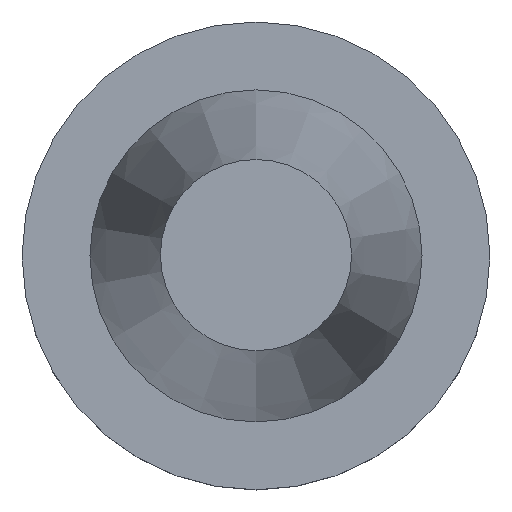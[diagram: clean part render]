
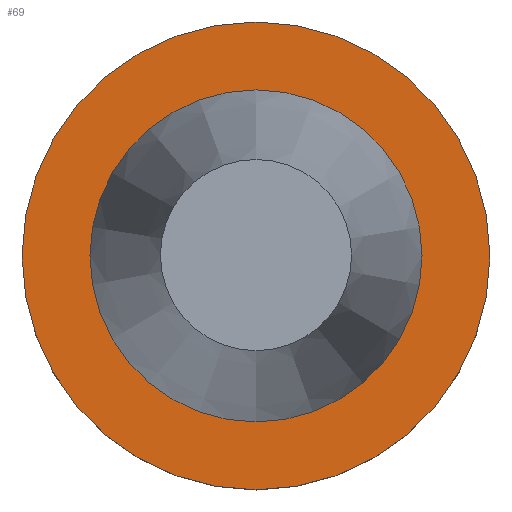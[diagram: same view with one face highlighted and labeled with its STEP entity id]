
A CAD part, top view. The second image highlights one B-rep face of the part: STEP entity #69.
In plain terms, the highlighted planar face has unit normal (0, 0, 1).
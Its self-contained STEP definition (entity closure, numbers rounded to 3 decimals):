
#56=EDGE_CURVE('Unnamed[1]',#153,#153,#154,.T.);
#69=ADVANCED_FACE('Unnamed[1]',(#172,#173),#174,.T.);
#125=EDGE_CURVE('Unnamed[1]',#260,#260,#261,.T.);
#153=VERTEX_POINT('',#286);
#154=CIRCLE('',#287,34.925);
#172=FACE_OUTER_BOUND('',#310,.T.);
#173=FACE_BOUND('',#311,.T.);
#174=PLANE('',#312);
#260=VERTEX_POINT('',#419);
#261=CIRCLE('',#420,49.213);
#286=CARTESIAN_POINT('',(0.,34.925,-1.5));
#287=AXIS2_PLACEMENT_3D('',#442,#443,#444);
#310=EDGE_LOOP('',(#463));
#311=EDGE_LOOP('',(#464));
#312=AXIS2_PLACEMENT_3D('',#465,#466,#467);
#419=CARTESIAN_POINT('',(0.,49.213,-1.5));
#420=AXIS2_PLACEMENT_3D('',#561,#562,#563);
#442=CARTESIAN_POINT('',(0.,0.,-1.5));
#443=DIRECTION('',(0.,0.,-1.0));
#444=DIRECTION('',(0.,1.0,0.));
#463=ORIENTED_EDGE('',*,*,#125,.F.);
#464=ORIENTED_EDGE('',*,*,#56,.T.);
#465=CARTESIAN_POINT('',(0.,42.069,-1.5));
#466=DIRECTION('',(0.,0.,1.0));
#467=DIRECTION('',(0.,-1.0,0.));
#561=CARTESIAN_POINT('',(0.,0.,-1.5));
#562=DIRECTION('',(0.,0.,-1.0));
#563=DIRECTION('',(0.,1.0,0.));
